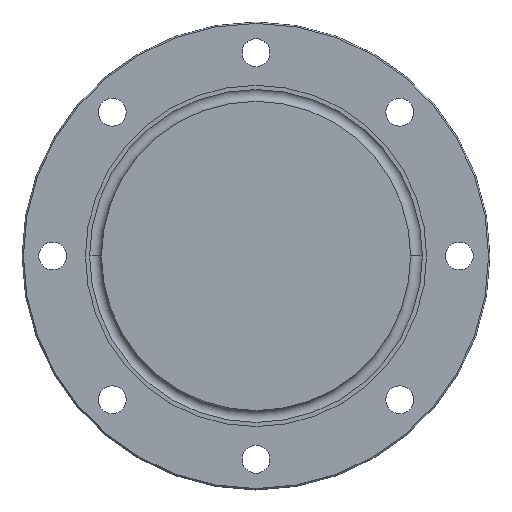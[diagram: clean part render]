
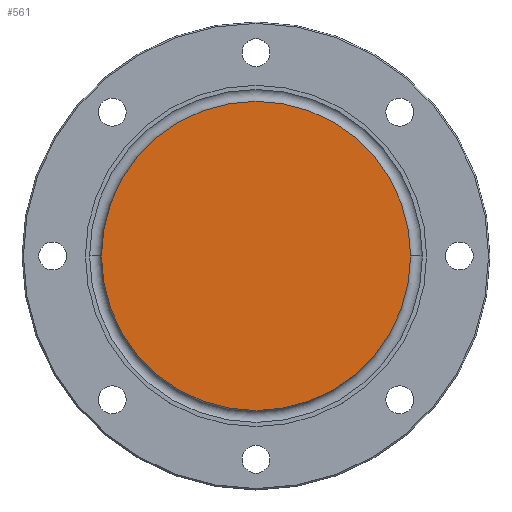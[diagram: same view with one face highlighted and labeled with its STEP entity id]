
A CAD part, top view. The second image highlights one B-rep face of the part: STEP entity #561.
In plain terms, the highlighted planar face has unit normal (0, 0, 1).
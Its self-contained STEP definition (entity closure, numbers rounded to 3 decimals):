
#101 = AXIS2_PLACEMENT_3D ( 'NONE', #303, #128, #313 ) ;
#128 = DIRECTION ( 'NONE',  ( 0., 0., -1. ) ) ;
#185 = CARTESIAN_POINT ( 'NONE',  ( 0., 0., 13.5 ) ) ;
#206 = CIRCLE ( 'NONE', #527, 55.509 ) ;
#211 = CARTESIAN_POINT ( 'NONE',  ( 55.509, 0., 13.5 ) ) ;
#272 = DIRECTION ( 'NONE',  ( 0., 0., 1. ) ) ;
#303 = CARTESIAN_POINT ( 'NONE',  ( 0., 55.509, 13.5 ) ) ;
#313 = DIRECTION ( 'NONE',  ( -1., 0., 0. ) ) ;
#358 = DIRECTION ( 'NONE',  ( 1., 0., 0. ) ) ;
#371 = CARTESIAN_POINT ( 'NONE',  ( 0., 0., 13.5 ) ) ;
#403 = EDGE_LOOP ( 'NONE', ( #1021, #869 ) ) ;
#448 = VERTEX_POINT ( 'NONE', #211 ) ;
#450 = FACE_OUTER_BOUND ( 'NONE', #403, .T. ) ;
#527 = AXIS2_PLACEMENT_3D ( 'NONE', #371, #682, #769 ) ;
#544 = PLANE ( 'NONE',  #101 ) ;
#561 = ADVANCED_FACE ( 'NONE', ( #450 ), #544, .F. ) ;
#682 = DIRECTION ( 'NONE',  ( 0., 0., 1. ) ) ;
#689 = EDGE_CURVE ( 'NONE', #448, #748, #206, .T. ) ;
#714 = CARTESIAN_POINT ( 'NONE',  ( -55.509, 0., 13.5 ) ) ;
#724 = AXIS2_PLACEMENT_3D ( 'NONE', #185, #272, #358 ) ;
#736 = CIRCLE ( 'NONE', #724, 55.509 ) ;
#748 = VERTEX_POINT ( 'NONE', #714 ) ;
#769 = DIRECTION ( 'NONE',  ( 1., 0., 0. ) ) ;
#869 = ORIENTED_EDGE ( 'NONE', *, *, #882, .T. ) ;
#882 = EDGE_CURVE ( 'NONE', #748, #448, #736, .T. ) ;
#1021 = ORIENTED_EDGE ( 'NONE', *, *, #689, .T. ) ;
